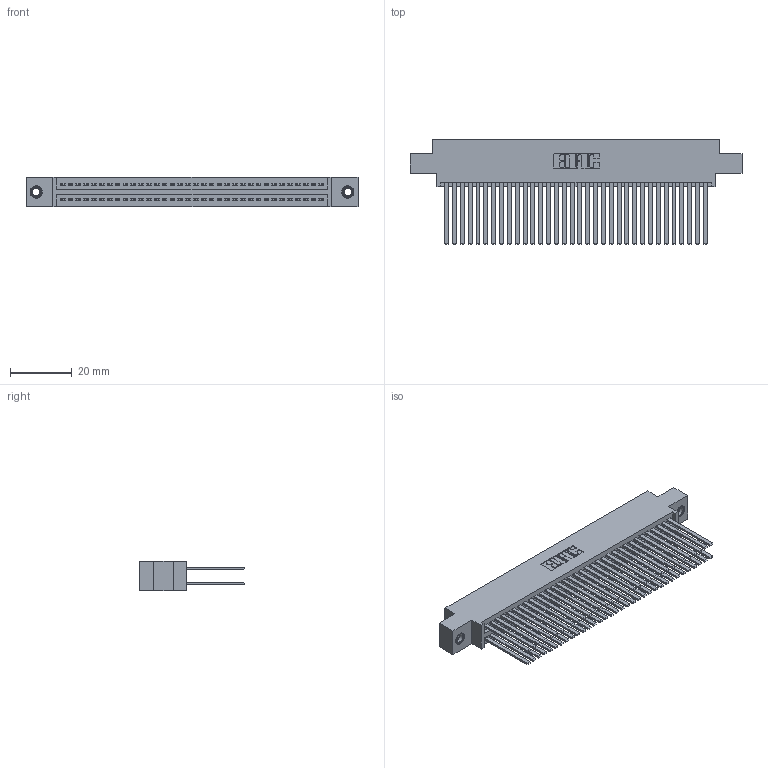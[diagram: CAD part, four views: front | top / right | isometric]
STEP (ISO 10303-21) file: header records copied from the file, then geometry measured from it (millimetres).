
FILE_DESCRIPTION (( 'STEP AP203' ), '1' );
FILE_NAME ('395-068-544-807.STEP', '2018-11-25T18:27:55', ( '' ), ( '' ), 'SwSTEP 2.0', 'SolidWorks 2016', '' );
FILE_SCHEMA (( 'CONFIG_CONTROL_DESIGN' ));
Length unit declared in the file: inch
Products named in the file (4): 345 Part_0.170 Offset - 0.156 Dia-TI; 395-068-544-807; 345-250-001_345-250-005-103; 345-292-001_345-293-144
Assembly tree (71 placements, depth 2):
  395-068-544-807
    345 Part_0.170 Offset - 0.156 Dia-TI
    345-292-001_345-293-144  x68
    345-250-001_345-250-005-103  x2
Bounding box: 107.57 x 33.96 x 9.4 mm (x, y, z)
Volume: 11201.4 mm3; surface area: 19367.9 mm2
Topology: 71 solids, 71 shells, 3182 faces, 9397 edges, 6166 vertices
Faces by surface type: plane 2088, cylinder 1078, cone 12, torus 4
Entity records: 28888 total; most frequent: CARTESIAN_POINT 4831, ORIENTED_EDGE 4758, DIRECTION 4293, EDGE_CURVE 2379, VECTOR 2095, LINE 2095, VERTEX_POINT 1580, AXIS2_PLACEMENT_3D 1099
